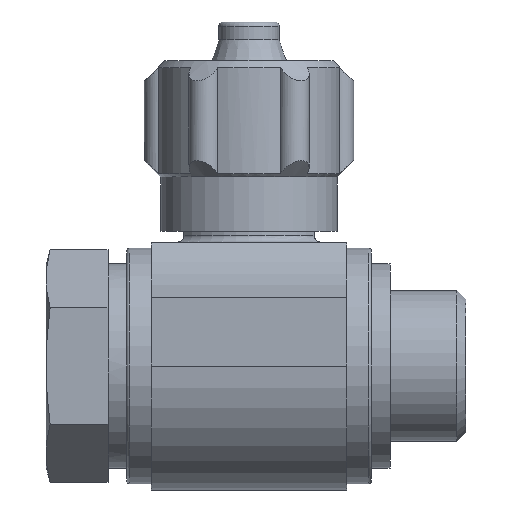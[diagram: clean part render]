
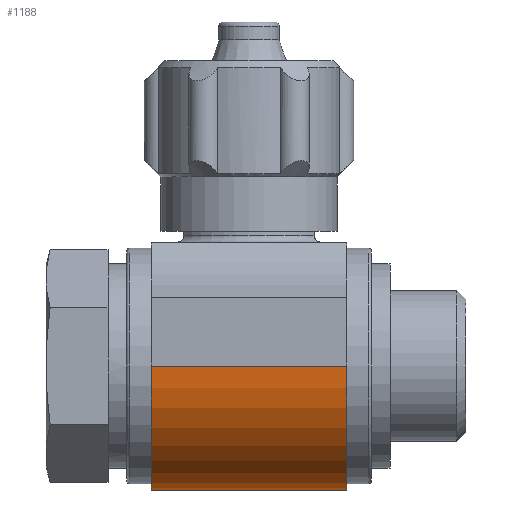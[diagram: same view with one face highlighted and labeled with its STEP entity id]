
A CAD part, left-side view. The second image highlights one B-rep face of the part: STEP entity #1188.
In plain terms, the highlighted cylindrical face has radius 8 mm (diameter 16 mm), a partial arc.
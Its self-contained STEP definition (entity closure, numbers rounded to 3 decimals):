
#76=CYLINDRICAL_SURFACE('',#1311,8.);
#126=CIRCLE('',#1312,8.);
#127=CIRCLE('',#1313,8.);
#236=ORIENTED_EDGE('',*,*,#552,.T.);
#237=ORIENTED_EDGE('',*,*,#553,.F.);
#238=ORIENTED_EDGE('',*,*,#554,.F.);
#239=ORIENTED_EDGE('',*,*,#550,.T.);
#550=EDGE_CURVE('',#711,#710,#795,.T.);
#552=EDGE_CURVE('',#710,#712,#126,.T.);
#553=EDGE_CURVE('',#713,#712,#797,.T.);
#554=EDGE_CURVE('',#711,#713,#127,.T.);
#710=VERTEX_POINT('',#1951);
#711=VERTEX_POINT('',#1953);
#712=VERTEX_POINT('',#1957);
#713=VERTEX_POINT('',#1959);
#795=LINE('',#1952,#855);
#797=LINE('',#1958,#857);
#855=VECTOR('',#1537,1000.);
#857=VECTOR('',#1543,1000.);
#927=EDGE_LOOP('',(#236,#237,#238,#239));
#1045=FACE_BOUND('',#927,.T.);
#1188=ADVANCED_FACE('',(#1045),#76,.T.);
#1311=AXIS2_PLACEMENT_3D('',#1955,#1539,#1540);
#1312=AXIS2_PLACEMENT_3D('',#1956,#1541,#1542);
#1313=AXIS2_PLACEMENT_3D('',#1960,#1544,#1545);
#1537=DIRECTION('',(0.,1.,0.));
#1539=DIRECTION('',(0.,1.,0.));
#1540=DIRECTION('',(0.,0.,1.));
#1541=DIRECTION('',(0.,-1.,0.));
#1542=DIRECTION('',(1.,0.,0.));
#1543=DIRECTION('',(0.,1.,0.));
#1544=DIRECTION('',(0.,-1.,0.));
#1545=DIRECTION('',(1.,0.,0.));
#1951=CARTESIAN_POINT('',(-8.,6.3,0.));
#1952=CARTESIAN_POINT('',(-8.,-6.3,0.));
#1953=CARTESIAN_POINT('',(-8.,-6.3,0.));
#1955=CARTESIAN_POINT('',(0.,-6.3,0.));
#1956=CARTESIAN_POINT('',(0.,6.3,0.));
#1957=CARTESIAN_POINT('',(8.,6.3,0.));
#1958=CARTESIAN_POINT('',(8.,-6.3,0.));
#1959=CARTESIAN_POINT('',(8.,-6.3,0.));
#1960=CARTESIAN_POINT('',(0.,-6.3,0.));
